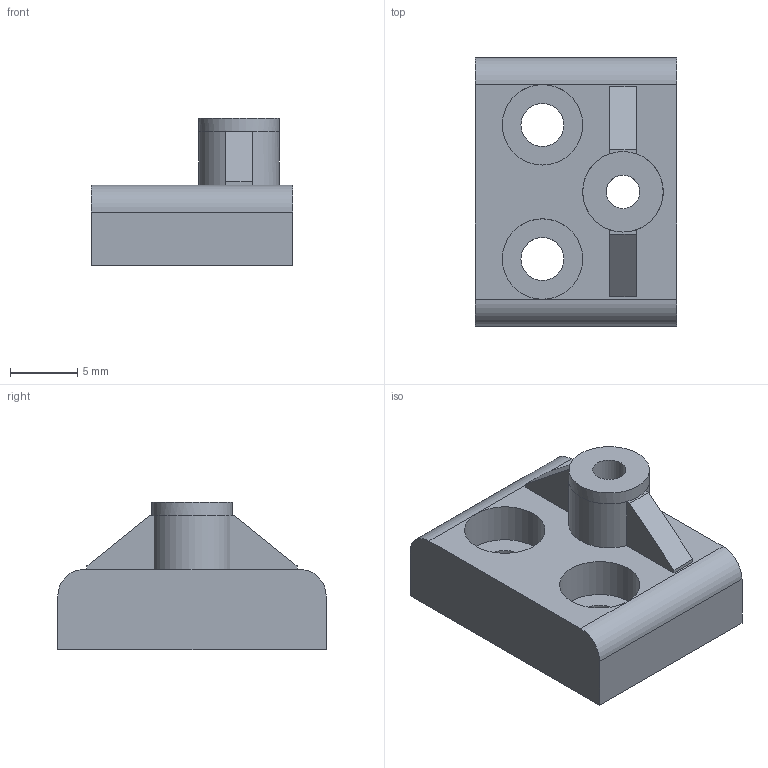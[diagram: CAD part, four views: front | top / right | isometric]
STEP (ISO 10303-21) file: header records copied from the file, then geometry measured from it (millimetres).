
FILE_DESCRIPTION(('FreeCAD Model'),'2;1');
FILE_NAME('Palonnier-Embout.step','2015-11-25T22:47:08',('Author'),(''), 'Open CASCADE STEP processor 6.8','FreeCAD','Unknown');
FILE_SCHEMA(('AUTOMOTIVE_DESIGN_CC2 { 1 2 10303 214 -1 1 5 4 }'));
Length unit declared in the file: millimetre
Products named in the file (2): ASSEMBLY; Fillet001
Assembly tree (1 placements, depth 2):
  ASSEMBLY
    Fillet001
Bounding box: 15 x 20 x 11 mm (x, y, z)
Volume: 1686.9 mm3; surface area: 1337.8 mm2
Topology: 1 solids, 1 shells, 29 faces, 72 edges, 46 vertices
Faces by surface type: plane 19, cylinder 10
Full cylindrical faces by diameter (mm): 2.5 x1, 3.2 x2, 6 x3
Entity records: 1785 total; most frequent: CARTESIAN_POINT 351, DIRECTION 266, LINE 151, VECTOR 151, ORIENTED_EDGE 136, PCURVE 136, DEFINITIONAL_REPRESENTATION 136, EDGE_CURVE 68
